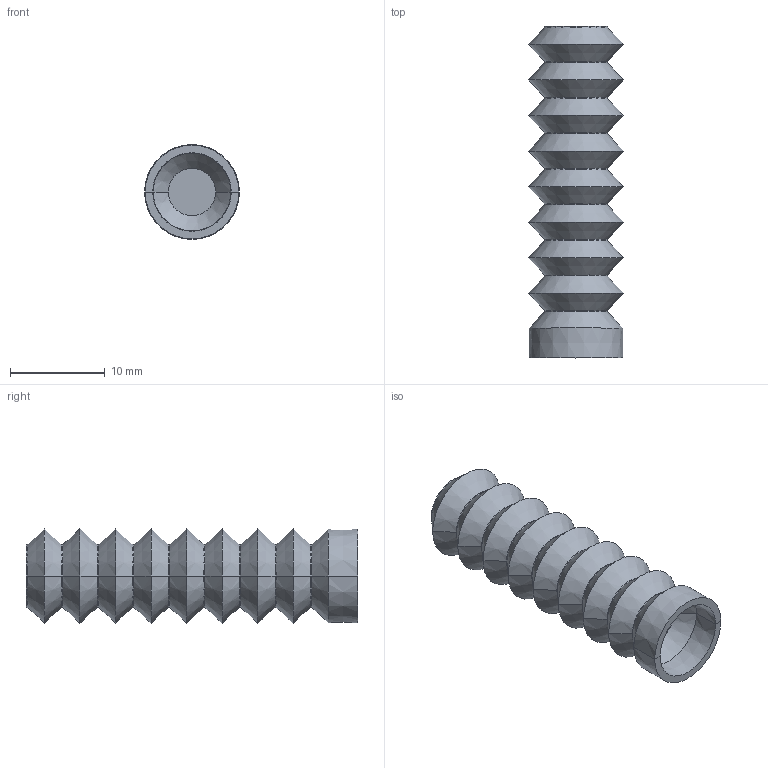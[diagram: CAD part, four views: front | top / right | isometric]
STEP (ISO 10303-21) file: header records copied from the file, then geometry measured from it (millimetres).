
FILE_DESCRIPTION (( 'STEP AP214' ), '1' );
FILE_NAME ('sam-bellow2.STEP', '2020-07-29T02:23:18', ( '' ), ( '' ), 'SwSTEP 2.0', 'SolidWorks 2019', '' );
FILE_SCHEMA (( 'AUTOMOTIVE_DESIGN' ));
Length unit declared in the file: millimetre
Products named in the file (1): sam-bellow2
Bounding box: 10 x 35.01 x 10 mm (x, y, z)
Volume: 856.4 mm3; surface area: 2171.6 mm2
Topology: 1 solids, 1 shells, 110 faces, 218 edges, 110 vertices
Faces by surface type: cone 74, cylinder 34, plane 2
Entity records: 2778 total; most frequent: DIRECTION 550, CARTESIAN_POINT 439, ORIENTED_EDGE 436, AXIS2_PLACEMENT_3D 221, EDGE_CURVE 218, ADVANCED_FACE 110, CIRCLE 110, VERTEX_POINT 110
